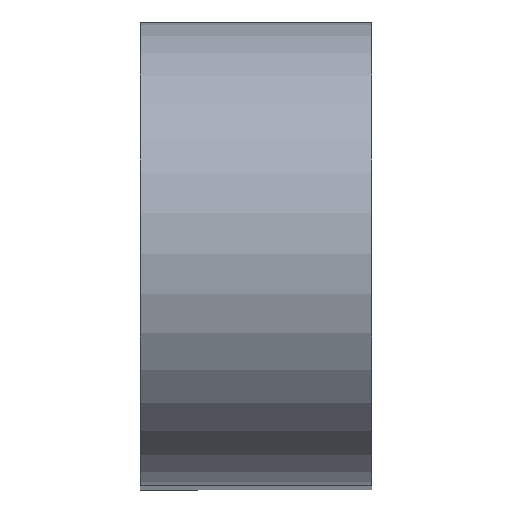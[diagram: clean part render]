
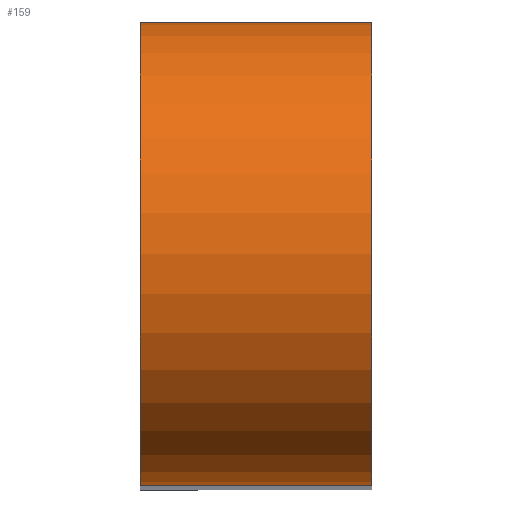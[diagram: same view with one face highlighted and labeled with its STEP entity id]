
A CAD part, top view. The second image highlights one B-rep face of the part: STEP entity #159.
In plain terms, the highlighted cylindrical face has radius 6.35 mm (diameter 12.7 mm), a partial arc.
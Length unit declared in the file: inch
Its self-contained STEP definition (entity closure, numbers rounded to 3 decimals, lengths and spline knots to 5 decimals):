
#23=LINE('',#280,#31);
#24=LINE('',#286,#32);
#31=VECTOR('',#234,0.3937);
#32=VECTOR('',#241,0.3937);
#49=FACE_OUTER_BOUND('',#61,.T.);
#61=EDGE_LOOP('',(#127,#128,#129,#130));
#79=CIRCLE('',#197,0.25);
#80=CIRCLE('',#198,0.25);
#91=VERTEX_POINT('',#276);
#92=VERTEX_POINT('',#278);
#93=VERTEX_POINT('',#282);
#94=VERTEX_POINT('',#284);
#107=EDGE_CURVE('',#91,#92,#23,.T.);
#108=EDGE_CURVE('',#91,#93,#79,.T.);
#109=EDGE_CURVE('',#94,#92,#80,.T.);
#110=EDGE_CURVE('',#93,#94,#24,.T.);
#127=ORIENTED_EDGE('',*,*,#108,.F.);
#128=ORIENTED_EDGE('',*,*,#107,.T.);
#129=ORIENTED_EDGE('',*,*,#109,.F.);
#130=ORIENTED_EDGE('',*,*,#110,.F.);
#153=CYLINDRICAL_SURFACE('',#196,0.25);
#159=ADVANCED_FACE('',(#49),#153,.T.);
#196=AXIS2_PLACEMENT_3D('',#281,#235,#236);
#197=AXIS2_PLACEMENT_3D('',#283,#237,#238);
#198=AXIS2_PLACEMENT_3D('',#285,#239,#240);
#234=DIRECTION('',(1.,0.,0.));
#235=DIRECTION('center_axis',(1.,0.,0.));
#236=DIRECTION('ref_axis',(0.,-1.,0.));
#237=DIRECTION('center_axis',(-1.,0.,0.));
#238=DIRECTION('ref_axis',(0.,0.,-1.));
#239=DIRECTION('center_axis',(1.,0.,0.));
#240=DIRECTION('ref_axis',(0.,-1.,0.));
#241=DIRECTION('',(1.,0.,0.));
#276=CARTESIAN_POINT('',(0.,0.,2.75));
#278=CARTESIAN_POINT('',(0.25,0.,2.75));
#280=CARTESIAN_POINT('',(0.,0.,2.75));
#281=CARTESIAN_POINT('Origin',(0.,0.25,2.75));
#282=CARTESIAN_POINT('',(0.,0.5,2.75));
#283=CARTESIAN_POINT('Origin',(0.,0.25,2.75));
#284=CARTESIAN_POINT('',(0.25,0.5,2.75));
#285=CARTESIAN_POINT('Origin',(0.25,0.25,2.75));
#286=CARTESIAN_POINT('',(0.,0.5,2.75));
